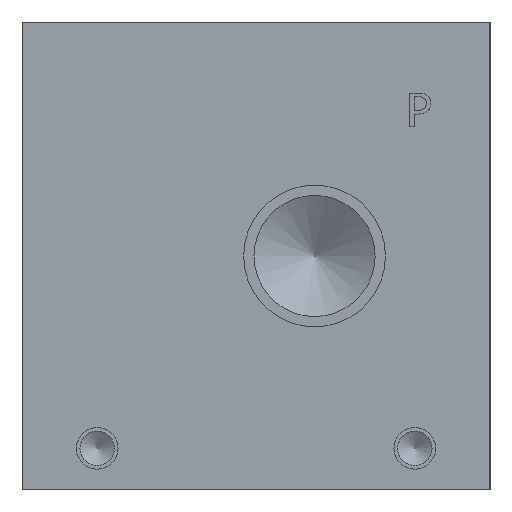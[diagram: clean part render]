
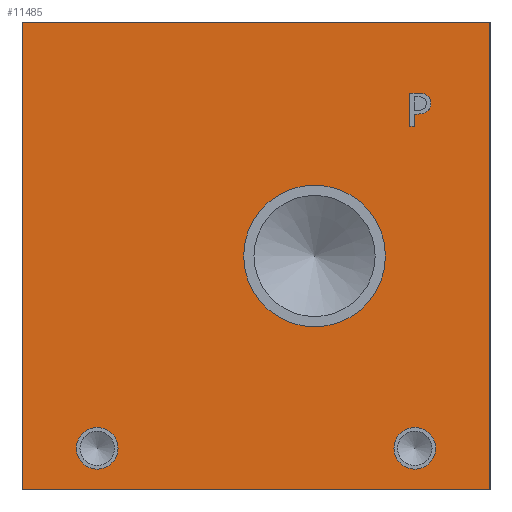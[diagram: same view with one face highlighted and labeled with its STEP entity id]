
A CAD part, left-side view. The second image highlights one B-rep face of the part: STEP entity #11485.
In plain terms, the highlighted planar face has unit normal (-1, 0, 0).
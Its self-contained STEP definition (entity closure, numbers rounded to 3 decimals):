
#281=CIRCLE('',#11929,13.462);
#282=CIRCLE('',#11930,13.462);
#283=CIRCLE('',#11931,3.962);
#284=CIRCLE('',#11932,3.962);
#285=CIRCLE('',#11933,3.962);
#286=CIRCLE('',#11934,3.962);
#802=B_SPLINE_CURVE_WITH_KNOTS('',2,(#19356,#19357,#19358,#19359),
 .UNSPECIFIED.,.F.,.F.,(3,1,3),(0.,1.,2.),.UNSPECIFIED.);
#804=B_SPLINE_CURVE_WITH_KNOTS('',2,(#19377,#19378,#19379,#19380),
 .UNSPECIFIED.,.F.,.F.,(3,1,3),(0.,1.,2.),.UNSPECIFIED.);
#806=B_SPLINE_CURVE_WITH_KNOTS('',2,(#19426,#19427,#19428,#19429),
 .UNSPECIFIED.,.F.,.F.,(3,1,3),(0.,1.,2.),.UNSPECIFIED.);
#808=B_SPLINE_CURVE_WITH_KNOTS('',2,(#19444,#19445,#19446,#19447),
 .UNSPECIFIED.,.F.,.F.,(3,1,3),(0.,1.,2.),.UNSPECIFIED.);
#856=FACE_BOUND('',#2021,.T.);
#857=FACE_BOUND('',#2022,.T.);
#858=FACE_BOUND('',#2023,.T.);
#859=FACE_BOUND('',#2024,.T.);
#1382=FACE_OUTER_BOUND('',#2020,.T.);
#2020=EDGE_LOOP('',(#9614,#9615,#9616,#9617));
#2021=EDGE_LOOP('',(#9618,#9619));
#2022=EDGE_LOOP('',(#9620,#9621));
#2023=EDGE_LOOP('',(#9622,#9623));
#2024=EDGE_LOOP('',(#9624,#9625,#9626,#9627,#9628,#9629,#9630,#9631,#9632));
#2216=LINE('',#14587,#3277);
#3133=LINE('',#19389,#4194);
#3136=LINE('',#19395,#4197);
#3139=LINE('',#19401,#4200);
#3142=LINE('',#19407,#4203);
#3145=LINE('',#19413,#4206);
#3149=LINE('',#19455,#4210);
#3150=LINE('',#19457,#4211);
#3151=LINE('',#19458,#4212);
#3277=VECTOR('',#12288,10.);
#4194=VECTOR('',#13801,10.);
#4197=VECTOR('',#13806,10.);
#4200=VECTOR('',#13811,10.);
#4203=VECTOR('',#13816,10.);
#4206=VECTOR('',#13821,10.);
#4210=VECTOR('',#13829,10.);
#4211=VECTOR('',#13830,10.);
#4212=VECTOR('',#13831,10.);
#4324=VERTEX_POINT('',#14580);
#4327=VERTEX_POINT('',#14585);
#5172=VERTEX_POINT('',#19354);
#5173=VERTEX_POINT('',#19355);
#5176=VERTEX_POINT('',#19376);
#5178=VERTEX_POINT('',#19388);
#5180=VERTEX_POINT('',#19394);
#5182=VERTEX_POINT('',#19400);
#5184=VERTEX_POINT('',#19406);
#5186=VERTEX_POINT('',#19412);
#5188=VERTEX_POINT('',#19425);
#5190=VERTEX_POINT('',#19454);
#5191=VERTEX_POINT('',#19456);
#5192=VERTEX_POINT('',#19459);
#5193=VERTEX_POINT('',#19460);
#5194=VERTEX_POINT('',#19463);
#5195=VERTEX_POINT('',#19464);
#5196=VERTEX_POINT('',#19467);
#5197=VERTEX_POINT('',#19468);
#5441=EDGE_CURVE('',#4324,#4327,#2216,.T.);
#6703=EDGE_CURVE('',#5172,#5173,#802,.T.);
#6707=EDGE_CURVE('',#5176,#5172,#804,.T.);
#6710=EDGE_CURVE('',#5178,#5176,#3133,.T.);
#6713=EDGE_CURVE('',#5180,#5178,#3136,.T.);
#6716=EDGE_CURVE('',#5182,#5180,#3139,.T.);
#6719=EDGE_CURVE('',#5184,#5182,#3142,.T.);
#6722=EDGE_CURVE('',#5186,#5184,#3145,.T.);
#6725=EDGE_CURVE('',#5188,#5186,#806,.T.);
#6728=EDGE_CURVE('',#5173,#5188,#808,.T.);
#6730=EDGE_CURVE('',#5190,#4324,#3149,.T.);
#6731=EDGE_CURVE('',#5191,#4327,#3150,.T.);
#6732=EDGE_CURVE('',#5190,#5191,#3151,.T.);
#6733=EDGE_CURVE('',#5192,#5193,#281,.T.);
#6734=EDGE_CURVE('',#5193,#5192,#282,.T.);
#6735=EDGE_CURVE('',#5194,#5195,#283,.T.);
#6736=EDGE_CURVE('',#5195,#5194,#284,.T.);
#6737=EDGE_CURVE('',#5196,#5197,#285,.T.);
#6738=EDGE_CURVE('',#5197,#5196,#286,.T.);
#9614=ORIENTED_EDGE('',*,*,#6730,.T.);
#9615=ORIENTED_EDGE('',*,*,#5441,.T.);
#9616=ORIENTED_EDGE('',*,*,#6731,.F.);
#9617=ORIENTED_EDGE('',*,*,#6732,.F.);
#9618=ORIENTED_EDGE('',*,*,#6733,.T.);
#9619=ORIENTED_EDGE('',*,*,#6734,.T.);
#9620=ORIENTED_EDGE('',*,*,#6735,.T.);
#9621=ORIENTED_EDGE('',*,*,#6736,.T.);
#9622=ORIENTED_EDGE('',*,*,#6737,.T.);
#9623=ORIENTED_EDGE('',*,*,#6738,.T.);
#9624=ORIENTED_EDGE('',*,*,#6703,.T.);
#9625=ORIENTED_EDGE('',*,*,#6728,.T.);
#9626=ORIENTED_EDGE('',*,*,#6725,.T.);
#9627=ORIENTED_EDGE('',*,*,#6722,.T.);
#9628=ORIENTED_EDGE('',*,*,#6719,.T.);
#9629=ORIENTED_EDGE('',*,*,#6716,.T.);
#9630=ORIENTED_EDGE('',*,*,#6713,.T.);
#9631=ORIENTED_EDGE('',*,*,#6710,.T.);
#9632=ORIENTED_EDGE('',*,*,#6707,.T.);
#10511=PLANE('',#11928);
#11485=ADVANCED_FACE('',(#1382,#856,#857,#858,#859),#10511,.T.);
#11928=AXIS2_PLACEMENT_3D('',#19453,#13827,#13828);
#11929=AXIS2_PLACEMENT_3D('',#19461,#13832,#13833);
#11930=AXIS2_PLACEMENT_3D('',#19462,#13834,#13835);
#11931=AXIS2_PLACEMENT_3D('',#19465,#13836,#13837);
#11932=AXIS2_PLACEMENT_3D('',#19466,#13838,#13839);
#11933=AXIS2_PLACEMENT_3D('',#19469,#13840,#13841);
#11934=AXIS2_PLACEMENT_3D('',#19470,#13842,#13843);
#12288=DIRECTION('',(0.,0.,1.));
#13801=DIRECTION('',(0.,-1.,0.));
#13806=DIRECTION('',(0.,0.,1.));
#13811=DIRECTION('',(0.,1.,0.));
#13816=DIRECTION('',(0.,0.,-1.));
#13821=DIRECTION('',(0.,1.,0.));
#13827=DIRECTION('center_axis',(-1.,0.,0.));
#13828=DIRECTION('ref_axis',(0.,-1.,0.));
#13829=DIRECTION('',(0.,-1.,0.));
#13830=DIRECTION('',(0.,-1.,0.));
#13831=DIRECTION('',(0.,0.,1.));
#13832=DIRECTION('center_axis',(1.,0.,0.));
#13833=DIRECTION('ref_axis',(0.,1.,0.));
#13834=DIRECTION('center_axis',(1.,0.,0.));
#13835=DIRECTION('ref_axis',(0.,1.,0.));
#13836=DIRECTION('center_axis',(1.,0.,0.));
#13837=DIRECTION('ref_axis',(0.,1.,0.));
#13838=DIRECTION('center_axis',(1.,0.,0.));
#13839=DIRECTION('ref_axis',(0.,1.,0.));
#13840=DIRECTION('center_axis',(1.,0.,0.));
#13841=DIRECTION('ref_axis',(0.,1.,0.));
#13842=DIRECTION('center_axis',(1.,0.,0.));
#13843=DIRECTION('ref_axis',(0.,1.,0.));
#14580=CARTESIAN_POINT('',(0.,0.,0.));
#14585=CARTESIAN_POINT('',(0.,0.,88.9));
#14587=CARTESIAN_POINT('',(0.,0.,0.));
#19354=CARTESIAN_POINT('',(0.,11.974,75.01));
#19355=CARTESIAN_POINT('',(0.,11.218,73.492));
#19356=CARTESIAN_POINT('Ctrl Pts',(0.,11.974,75.01));
#19357=CARTESIAN_POINT('Ctrl Pts',(0.,11.619,74.768));
#19358=CARTESIAN_POINT('Ctrl Pts',(0.,11.218,74.022));
#19359=CARTESIAN_POINT('Ctrl Pts',(0.,11.218,73.492));
#19376=CARTESIAN_POINT('',(0.,13.637,75.406));
#19377=CARTESIAN_POINT('Ctrl Pts',(0.,13.637,75.406));
#19378=CARTESIAN_POINT('Ctrl Pts',(0.,13.071,75.406));
#19379=CARTESIAN_POINT('Ctrl Pts',(0.,12.278,75.221));
#19380=CARTESIAN_POINT('Ctrl Pts',(0.,11.974,75.01));
#19388=CARTESIAN_POINT('',(0.,15.232,75.406));
#19389=CARTESIAN_POINT('',(0.,52.066,75.406));
#19394=CARTESIAN_POINT('',(0.,15.232,69.056));
#19395=CARTESIAN_POINT('',(0.,15.232,34.528));
#19400=CARTESIAN_POINT('',(0.,14.388,69.056));
#19401=CARTESIAN_POINT('',(0.,51.644,69.056));
#19406=CARTESIAN_POINT('',(0.,14.388,71.423));
#19407=CARTESIAN_POINT('',(0.,14.388,35.712));
#19412=CARTESIAN_POINT('',(0.,13.673,71.423));
#19413=CARTESIAN_POINT('',(0.,51.286,71.423));
#19425=CARTESIAN_POINT('',(0.,11.774,72.082));
#19426=CARTESIAN_POINT('Ctrl Pts',(0.,11.774,72.082));
#19427=CARTESIAN_POINT('Ctrl Pts',(0.,12.103,71.758));
#19428=CARTESIAN_POINT('Ctrl Pts',(0.,12.993,71.423));
#19429=CARTESIAN_POINT('Ctrl Pts',(0.,13.673,71.423));
#19444=CARTESIAN_POINT('Ctrl Pts',(0.,11.218,73.492));
#19445=CARTESIAN_POINT('Ctrl Pts',(0.,11.218,73.08));
#19446=CARTESIAN_POINT('Ctrl Pts',(0.,11.511,72.339));
#19447=CARTESIAN_POINT('Ctrl Pts',(0.,11.774,72.082));
#19453=CARTESIAN_POINT('Origin',(0.,88.9,0.));
#19454=CARTESIAN_POINT('',(0.,88.9,0.));
#19455=CARTESIAN_POINT('',(0.,88.9,0.));
#19456=CARTESIAN_POINT('',(0.,88.9,88.9));
#19457=CARTESIAN_POINT('',(0.,88.9,88.9));
#19458=CARTESIAN_POINT('',(0.,88.9,0.));
#19459=CARTESIAN_POINT('',(0.,46.787,44.45));
#19460=CARTESIAN_POINT('',(0.,19.863,44.45));
#19461=CARTESIAN_POINT('Origin',(0.,33.325,44.45));
#19462=CARTESIAN_POINT('Origin',(0.,33.325,44.45));
#19463=CARTESIAN_POINT('',(0.,18.237,7.925));
#19464=CARTESIAN_POINT('',(0.,10.312,7.925));
#19465=CARTESIAN_POINT('Origin',(0.,14.275,7.925));
#19466=CARTESIAN_POINT('Origin',(0.,14.275,7.925));
#19467=CARTESIAN_POINT('',(0.,78.588,7.925));
#19468=CARTESIAN_POINT('',(0.,70.663,7.925));
#19469=CARTESIAN_POINT('Origin',(0.,74.625,7.925));
#19470=CARTESIAN_POINT('Origin',(0.,74.625,7.925));
